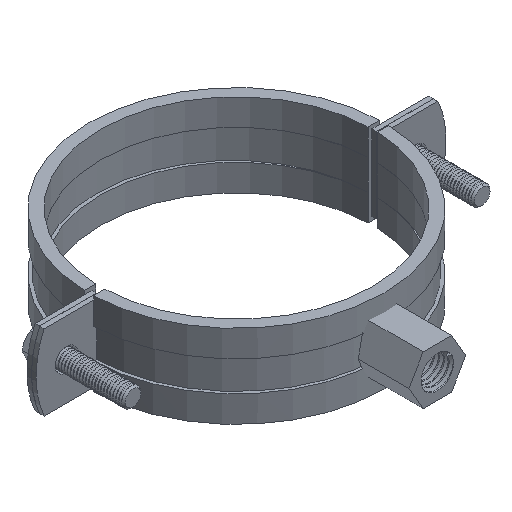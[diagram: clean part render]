
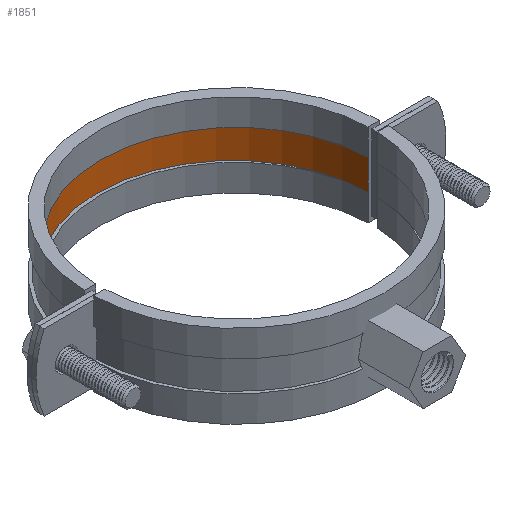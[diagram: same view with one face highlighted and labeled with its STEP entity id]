
A CAD part, isometric view. The second image highlights one B-rep face of the part: STEP entity #1851.
In plain terms, the highlighted cylindrical face has radius 35.982 mm (diameter 71.963 mm), a partial arc.
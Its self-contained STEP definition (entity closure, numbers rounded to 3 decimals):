
#161 = DIRECTION ( 'NONE',  ( -1., 0., 0. ) ) ;
#349 = CARTESIAN_POINT ( 'NONE',  ( 54.181, 0.852, 96.537 ) ) ;
#569 = EDGE_CURVE ( 'NONE', #11455, #8326, #10537, .T. ) ;
#1021 = AXIS2_PLACEMENT_3D ( 'NONE', #349, #6579, #2922 ) ;
#1145 = CARTESIAN_POINT ( 'NONE',  ( 90.161, 1.2, 96.537 ) ) ;
#1240 = AXIS2_PLACEMENT_3D ( 'NONE', #6430, #5385, #161 ) ;
#1599 = EDGE_LOOP ( 'NONE', ( #3277, #11110, #11517, #11601 ) ) ;
#1851 = ADVANCED_FACE ( 'NONE', ( #11139 ), #8401, .F. ) ;
#2547 = CARTESIAN_POINT ( 'NONE',  ( 18.201, 1.2, 96.537 ) ) ;
#2835 = DIRECTION ( 'NONE',  ( 0., 0., -1. ) ) ;
#2922 = DIRECTION ( 'NONE',  ( -1., 0., 0. ) ) ;
#3277 = ORIENTED_EDGE ( 'NONE', *, *, #3809, .F. ) ;
#3720 = LINE ( 'NONE', #1145, #10815 ) ;
#3809 = EDGE_CURVE ( 'NONE', #10596, #11167, #3720, .T. ) ;
#3995 = EDGE_CURVE ( 'NONE', #8326, #11167, #5162, .T. ) ;
#4038 = AXIS2_PLACEMENT_3D ( 'NONE', #7687, #9433, #11349 ) ;
#4752 = CARTESIAN_POINT ( 'NONE',  ( 18.201, 1.2, 14. ) ) ;
#4899 = VECTOR ( 'NONE', #7861, 1000. ) ;
#5162 = CIRCLE ( 'NONE', #4038, 35.982 ) ;
#5385 = DIRECTION ( 'NONE',  ( 0., 0., 1. ) ) ;
#5574 = CARTESIAN_POINT ( 'NONE',  ( 90.161, 1.2, 6. ) ) ;
#6430 = CARTESIAN_POINT ( 'NONE',  ( 54.181, 0.852, 14. ) ) ;
#6579 = DIRECTION ( 'NONE',  ( 0., 0., -1. ) ) ;
#7687 = CARTESIAN_POINT ( 'NONE',  ( 54.181, 0.852, 6. ) ) ;
#7861 = DIRECTION ( 'NONE',  ( 0., 0., -1. ) ) ;
#8326 = VERTEX_POINT ( 'NONE', #9678 ) ;
#8401 = CYLINDRICAL_SURFACE ( 'NONE', #1021, 35.982 ) ;
#8549 = CARTESIAN_POINT ( 'NONE',  ( 90.161, 1.2, 14. ) ) ;
#9285 = EDGE_CURVE ( 'NONE', #10596, #11455, #11356, .T. ) ;
#9433 = DIRECTION ( 'NONE',  ( 0., 0., -1. ) ) ;
#9678 = CARTESIAN_POINT ( 'NONE',  ( 18.201, 1.2, 6. ) ) ;
#10537 = LINE ( 'NONE', #2547, #4899 ) ;
#10596 = VERTEX_POINT ( 'NONE', #8549 ) ;
#10815 = VECTOR ( 'NONE', #2835, 1000. ) ;
#11110 = ORIENTED_EDGE ( 'NONE', *, *, #9285, .T. ) ;
#11139 = FACE_OUTER_BOUND ( 'NONE', #1599, .T. ) ;
#11167 = VERTEX_POINT ( 'NONE', #5574 ) ;
#11349 = DIRECTION ( 'NONE',  ( 1., 0., 0. ) ) ;
#11356 = CIRCLE ( 'NONE', #1240, 35.982 ) ;
#11455 = VERTEX_POINT ( 'NONE', #4752 ) ;
#11517 = ORIENTED_EDGE ( 'NONE', *, *, #569, .T. ) ;
#11601 = ORIENTED_EDGE ( 'NONE', *, *, #3995, .T. ) ;
